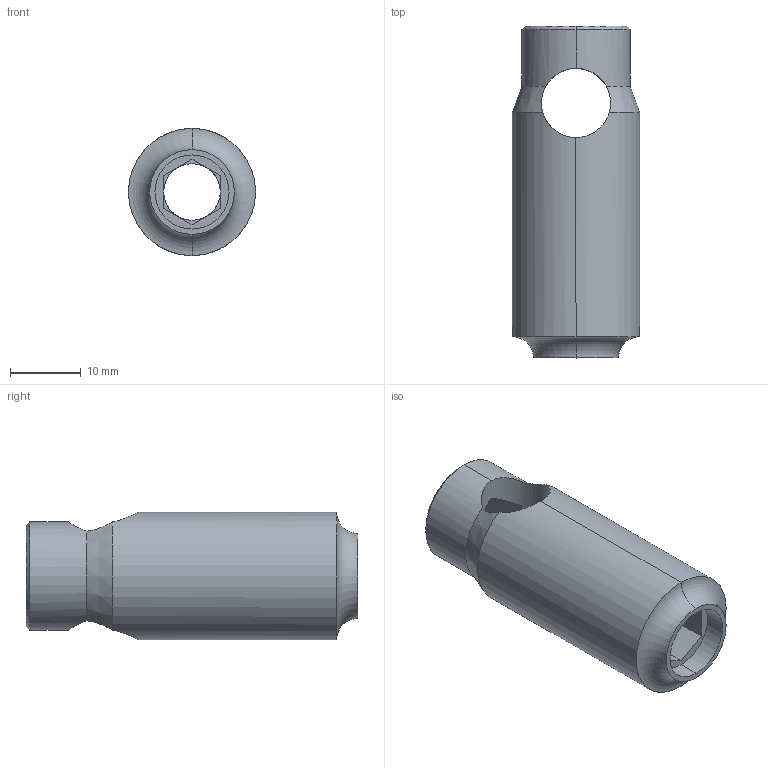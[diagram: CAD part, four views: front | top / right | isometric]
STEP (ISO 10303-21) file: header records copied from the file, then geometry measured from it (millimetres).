
FILE_DESCRIPTION (( 'STEP AP214' ), '1' );
FILE_NAME ('099GS121.STEP', '2015-06-19T07:27:06', ( 'Not-Admin' ), ( 'Hewlett-Packard Company' ), 'SwSTEP 2.0', 'SolidWorks 2014', '' );
FILE_SCHEMA (( 'AUTOMOTIVE_DESIGN' ));
Length unit declared in the file: millimetre
Products named in the file (1): 099GS121
Bounding box: 18 x 47 x 18 mm (x, y, z)
Volume: 7551.8 mm3; surface area: 4029.7 mm2
Topology: 1 solids, 1 shells, 43 faces, 110 edges, 68 vertices
Faces by surface type: plane 27, cylinder 10, cone 4, torus 2
Entity records: 1518 total; most frequent: CARTESIAN_POINT 460, ORIENTED_EDGE 220, DIRECTION 202, EDGE_CURVE 110, AXIS2_PLACEMENT_3D 70, VERTEX_POINT 68, LINE 62, VECTOR 62
